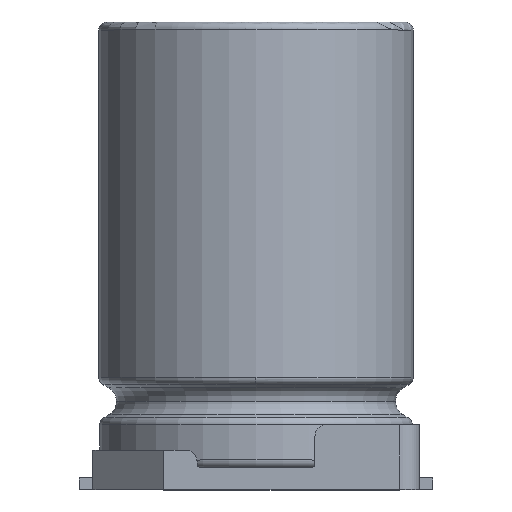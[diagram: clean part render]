
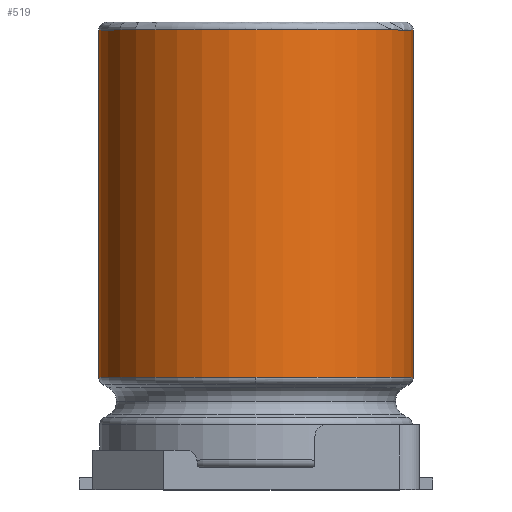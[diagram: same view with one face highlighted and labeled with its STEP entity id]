
A CAD part, top view. The second image highlights one B-rep face of the part: STEP entity #519.
In plain terms, the highlighted cylindrical face has radius 4 mm (diameter 8 mm), a partial arc.
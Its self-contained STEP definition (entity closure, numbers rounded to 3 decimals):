
#12 = VECTOR ( 'NONE', #2720, 1000. ) ;
#26 = CARTESIAN_POINT ( 'NONE',  ( -4., 11.7, 0. ) ) ;
#49 = AXIS2_PLACEMENT_3D ( 'NONE', #2351, #2316, #2932 ) ;
#128 = EDGE_CURVE ( 'NONE', #1604, #2543, #2867, .T. ) ;
#145 = VECTOR ( 'NONE', #1175, 1000. ) ;
#287 = DIRECTION ( 'NONE',  ( 1., 0., 0. ) ) ;
#303 = CARTESIAN_POINT ( 'NONE',  ( 0., 2.856, 4. ) ) ;
#332 = ORIENTED_EDGE ( 'NONE', *, *, #835, .T. ) ;
#493 = AXIS2_PLACEMENT_3D ( 'NONE', #3861, #2954, #3576 ) ;
#507 = LINE ( 'NONE', #3018, #12 ) ;
#519 = ADVANCED_FACE ( 'NONE', ( #1899 ), #2103, .T. ) ;
#778 = DIRECTION ( 'NONE',  ( 1., 0., 0. ) ) ;
#812 = CARTESIAN_POINT ( 'NONE',  ( 4., 11.7, 0. ) ) ;
#835 = EDGE_CURVE ( 'NONE', #1626, #1604, #3399, .T. ) ;
#928 = CARTESIAN_POINT ( 'NONE',  ( 0., 2.856, 0. ) ) ;
#1008 = EDGE_CURVE ( 'NONE', #1233, #1626, #1713, .T. ) ;
#1020 = ORIENTED_EDGE ( 'NONE', *, *, #2472, .T. ) ;
#1175 = DIRECTION ( 'NONE',  ( 0., 1., 0. ) ) ;
#1202 = CIRCLE ( 'NONE', #49, 4. ) ;
#1221 = CARTESIAN_POINT ( 'NONE',  ( 4., 2.856, 0. ) ) ;
#1233 = VERTEX_POINT ( 'NONE', #2861 ) ;
#1388 = ORIENTED_EDGE ( 'NONE', *, *, #3062, .T. ) ;
#1604 = VERTEX_POINT ( 'NONE', #1221 ) ;
#1626 = VERTEX_POINT ( 'NONE', #303 ) ;
#1713 = CIRCLE ( 'NONE', #493, 4. ) ;
#1861 = AXIS2_PLACEMENT_3D ( 'NONE', #928, #2170, #287 ) ;
#1899 = FACE_OUTER_BOUND ( 'NONE', #3880, .T. ) ;
#2103 = CYLINDRICAL_SURFACE ( 'NONE', #3177, 4. ) ;
#2170 = DIRECTION ( 'NONE',  ( 0., 1., 0. ) ) ;
#2316 = DIRECTION ( 'NONE',  ( 0., -1., 0. ) ) ;
#2351 = CARTESIAN_POINT ( 'NONE',  ( 0., 11.7, 0. ) ) ;
#2395 = ORIENTED_EDGE ( 'NONE', *, *, #1008, .T. ) ;
#2472 = EDGE_CURVE ( 'NONE', #2543, #2739, #1202, .T. ) ;
#2543 = VERTEX_POINT ( 'NONE', #812 ) ;
#2647 = CARTESIAN_POINT ( 'NONE',  ( 0., 0.55, 0. ) ) ;
#2720 = DIRECTION ( 'NONE',  ( 0., -1., 0. ) ) ;
#2739 = VERTEX_POINT ( 'NONE', #26 ) ;
#2861 = CARTESIAN_POINT ( 'NONE',  ( -4., 2.856, 0. ) ) ;
#2867 = LINE ( 'NONE', #3657, #145 ) ;
#2932 = DIRECTION ( 'NONE',  ( 1., 0., 0. ) ) ;
#2954 = DIRECTION ( 'NONE',  ( 0., 1., 0. ) ) ;
#3018 = CARTESIAN_POINT ( 'NONE',  ( -4., 0.55, 0. ) ) ;
#3062 = EDGE_CURVE ( 'NONE', #2739, #1233, #507, .T. ) ;
#3177 = AXIS2_PLACEMENT_3D ( 'NONE', #2647, #3892, #778 ) ;
#3399 = CIRCLE ( 'NONE', #1861, 4. ) ;
#3576 = DIRECTION ( 'NONE',  ( 1., 0., 0. ) ) ;
#3655 = ORIENTED_EDGE ( 'NONE', *, *, #128, .T. ) ;
#3657 = CARTESIAN_POINT ( 'NONE',  ( 4., 0.55, 0. ) ) ;
#3861 = CARTESIAN_POINT ( 'NONE',  ( 0., 2.856, 0. ) ) ;
#3880 = EDGE_LOOP ( 'NONE', ( #2395, #332, #3655, #1020, #1388 ) ) ;
#3892 = DIRECTION ( 'NONE',  ( 0., -1., 0. ) ) ;
